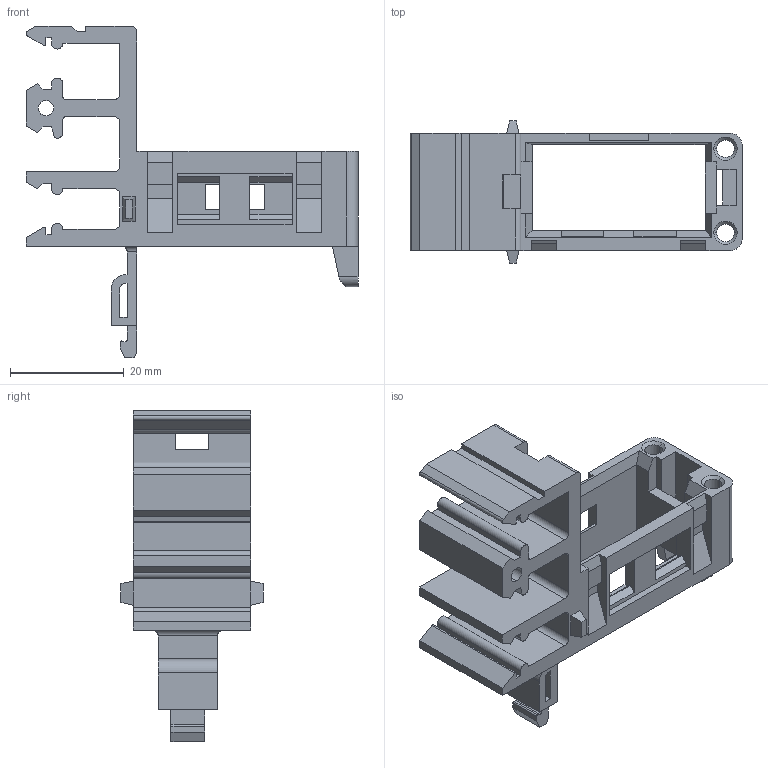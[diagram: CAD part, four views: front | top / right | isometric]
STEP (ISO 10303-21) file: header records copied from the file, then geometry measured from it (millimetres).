
FILE_DESCRIPTION((''),'2;1');
FILE_NAME('CP3_50','2017-09-13T',('tl.yang'),(''),'PRO/ENGINEER BY PARAMETRIC TECHNOLOGY CORPORATION, 2011500','PRO/ENGINEER BY PARAMETRIC TECHNOLOGY CORPORATION, 2011500','');
FILE_SCHEMA(('CONFIG_CONTROL_DESIGN'));
Length unit declared in the file: millimetre
Products named in the file (1): CP3_50
Bounding box: 58.4 x 25 x 58.3 mm (x, y, z)
Volume: 11207.1 mm3; surface area: 10641 mm2
Topology: 1 solids, 1 shells, 189 faces, 570 edges, 376 vertices
Faces by surface type: plane 151, cylinder 34, cone 4
Entity records: 6411 total; most frequent: CARTESIAN_POINT 1164, ORIENTED_EDGE 1140, DIRECTION 1010, EDGE_CURVE 570, VECTOR 496, LINE 496, VERTEX_POINT 376, AXIS2_PLACEMENT_3D 257
